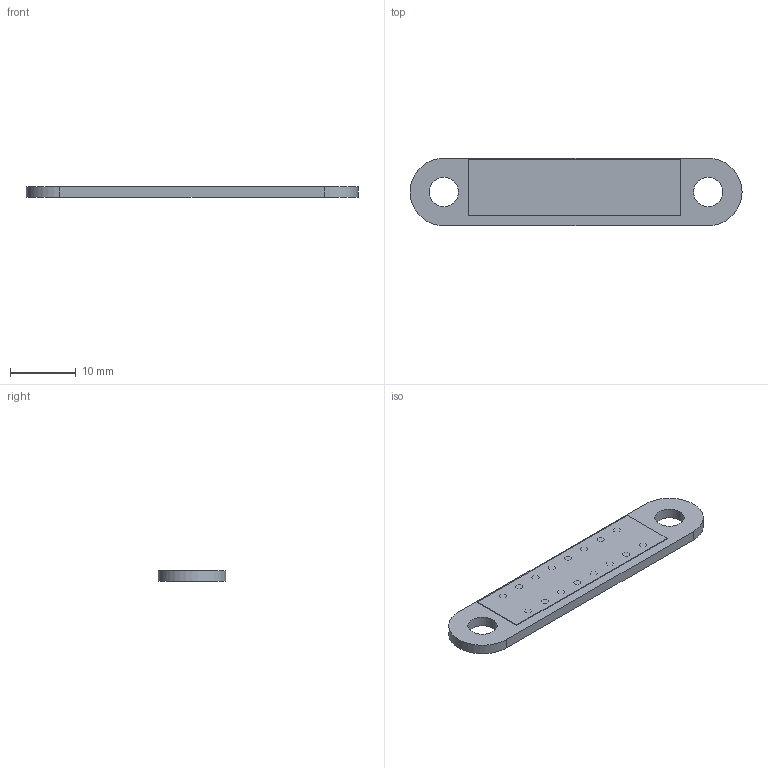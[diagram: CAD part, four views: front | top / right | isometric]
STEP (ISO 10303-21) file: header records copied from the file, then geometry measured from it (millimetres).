
FILE_DESCRIPTION(/* description */ (''),/* implementation_level */ '2;1');
FILE_NAME(/* name */ '1374459b-5b8a-4438-ade7-8d5a1d90c956.stp',/* time_stamp */ '2020-02-06T08:15:20+00:00',/* author */ (''),/* organization */ (''),/* preprocessor_version */ 'ST-DEVELOPER v18',/* originating_system */ 'Autodesk Translation Framework v8.12.0.6',/* authorisation */ '');
FILE_SCHEMA (('AUTOMOTIVE_DESIGN { 1 0 10303 214 3 1 1 }'));
Length unit declared in the file: millimetre
Products named in the file (5): 1374459b-5b8a-4438-ade7-8d5a1d90c956; PCB Component; Board; 1206; WEIDMULLERSF-3_50--8-180
Assembly tree (4 placements, depth 3):
  1374459b-5b8a-4438-ade7-8d5a1d90c956
    PCB Component
      Board
      1206
      WEIDMULLERSF-3_50--8-180
Bounding box: 50.38 x 10.25 x 1.77 mm (x, y, z)
Volume: 730.6 mm3; surface area: 1770.5 mm2
Topology: 3 solids, 3 shells, 36 faces, 90 edges, 60 vertices
Faces by surface type: cylinder 20, plane 16
Full cylindrical faces by diameter (mm): 1.1 x16, 4.445 x2
Entity records: 1347 total; most frequent: DIRECTION 220, CARTESIAN_POINT 195, ORIENTED_EDGE 180, EDGE_CURVE 90, AXIS2_PLACEMENT_3D 85, EDGE_LOOP 72, VERTEX_POINT 60, LINE 50
